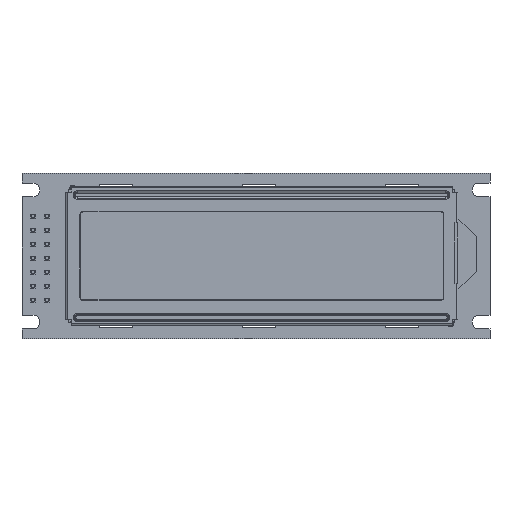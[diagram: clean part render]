
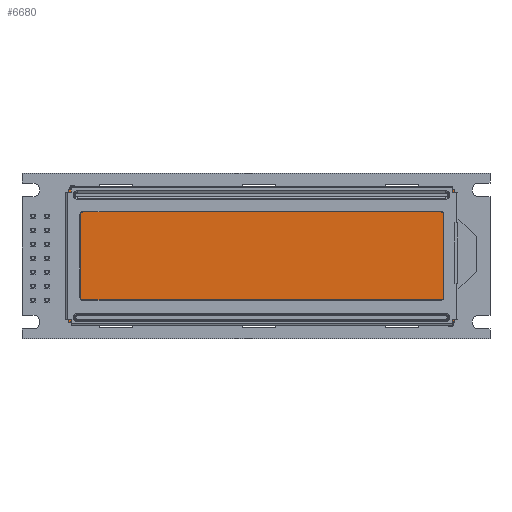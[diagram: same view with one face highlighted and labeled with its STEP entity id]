
A CAD part, top view. The second image highlights one B-rep face of the part: STEP entity #6680.
In plain terms, the highlighted planar face has unit normal (0, 0, 1).
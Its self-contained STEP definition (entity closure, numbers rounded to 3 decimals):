
#825=FACE_OUTER_BOUND('',#1233,.T.);
#1233=EDGE_LOOP('',(#6046,#6047,#6048,#6049,#6050,#6051,#6052,#6053));
#1906=LINE('',#11145,#2618);
#1910=LINE('',#11153,#2622);
#1913=LINE('',#11159,#2625);
#1916=LINE('',#11165,#2628);
#1919=LINE('',#11171,#2631);
#1922=LINE('',#11177,#2634);
#1925=LINE('',#11183,#2637);
#1928=LINE('',#11188,#2640);
#2618=VECTOR('',#9077,10.);
#2622=VECTOR('',#9083,10.);
#2625=VECTOR('',#9088,10.);
#2628=VECTOR('',#9093,10.);
#2631=VECTOR('',#9098,10.);
#2634=VECTOR('',#9103,10.);
#2637=VECTOR('',#9108,10.);
#2640=VECTOR('',#9113,10.);
#3240=VERTEX_POINT('',#11143);
#3241=VERTEX_POINT('',#11144);
#3244=VERTEX_POINT('',#11152);
#3246=VERTEX_POINT('',#11158);
#3248=VERTEX_POINT('',#11164);
#3250=VERTEX_POINT('',#11170);
#3252=VERTEX_POINT('',#11176);
#3254=VERTEX_POINT('',#11182);
#4168=EDGE_CURVE('',#3240,#3241,#1906,.T.);
#4172=EDGE_CURVE('',#3241,#3244,#1910,.T.);
#4175=EDGE_CURVE('',#3244,#3246,#1913,.T.);
#4178=EDGE_CURVE('',#3246,#3248,#1916,.T.);
#4181=EDGE_CURVE('',#3248,#3250,#1919,.T.);
#4184=EDGE_CURVE('',#3252,#3250,#1922,.T.);
#4187=EDGE_CURVE('',#3254,#3252,#1925,.T.);
#4190=EDGE_CURVE('',#3240,#3254,#1928,.T.);
#6046=ORIENTED_EDGE('',*,*,#4190,.F.);
#6047=ORIENTED_EDGE('',*,*,#4168,.T.);
#6048=ORIENTED_EDGE('',*,*,#4172,.T.);
#6049=ORIENTED_EDGE('',*,*,#4175,.T.);
#6050=ORIENTED_EDGE('',*,*,#4178,.T.);
#6051=ORIENTED_EDGE('',*,*,#4181,.T.);
#6052=ORIENTED_EDGE('',*,*,#4184,.F.);
#6053=ORIENTED_EDGE('',*,*,#4187,.F.);
#6321=PLANE('',#7281);
#6680=ADVANCED_FACE('',(#825),#6321,.F.);
#7281=AXIS2_PLACEMENT_3D('',#11191,#9117,#9118);
#9077=DIRECTION('',(1.,0.,0.));
#9083=DIRECTION('',(0.,1.,0.));
#9088=DIRECTION('',(-1.,0.,0.));
#9093=DIRECTION('',(0.,-1.,0.));
#9098=DIRECTION('',(1.,0.,0.));
#9103=DIRECTION('',(0.,1.,0.));
#9108=DIRECTION('',(-1.,0.,0.));
#9113=DIRECTION('',(0.,-1.,0.));
#9117=DIRECTION('center_axis',(0.,0.,-1.));
#9118=DIRECTION('ref_axis',(1.,0.,0.));
#11143=CARTESIAN_POINT('',(78.165,3.01,10.056));
#11144=CARTESIAN_POINT('',(78.584,3.01,10.056));
#11145=CARTESIAN_POINT('',(8.497,3.01,10.056));
#11152=CARTESIAN_POINT('',(78.584,27.007,10.056));
#11153=CARTESIAN_POINT('',(78.584,3.01,10.056));
#11158=CARTESIAN_POINT('',(8.497,27.007,10.056));
#11159=CARTESIAN_POINT('',(78.584,27.007,10.056));
#11164=CARTESIAN_POINT('',(8.497,3.01,10.056));
#11165=CARTESIAN_POINT('',(8.497,27.007,10.056));
#11170=CARTESIAN_POINT('',(8.965,3.01,10.056));
#11171=CARTESIAN_POINT('',(8.497,3.01,10.056));
#11176=CARTESIAN_POINT('',(8.965,3.004,10.056));
#11177=CARTESIAN_POINT('',(8.965,3.004,10.056));
#11182=CARTESIAN_POINT('',(78.165,3.004,10.056));
#11183=CARTESIAN_POINT('',(78.165,3.004,10.056));
#11188=CARTESIAN_POINT('',(78.165,3.4,10.056));
#11191=CARTESIAN_POINT('Origin',(43.541,15.005,10.056));
